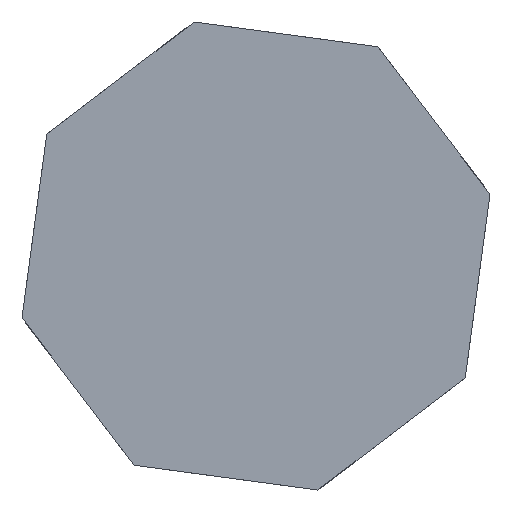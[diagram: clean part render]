
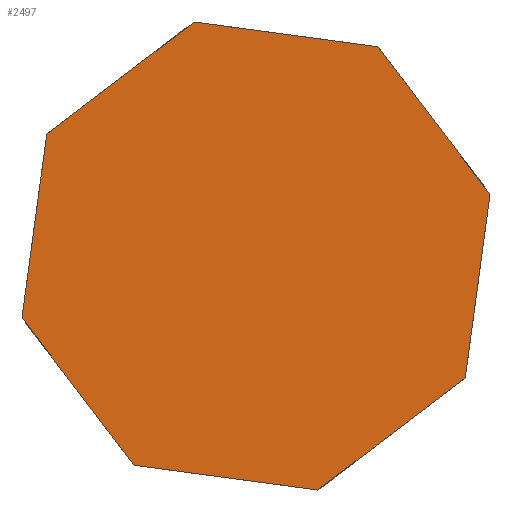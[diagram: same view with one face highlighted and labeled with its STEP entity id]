
A CAD part, front view. The second image highlights one B-rep face of the part: STEP entity #2497.
In plain terms, the highlighted planar face has unit normal (0, -1, 0).
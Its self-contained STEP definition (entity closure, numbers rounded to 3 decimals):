
#47 = AXIS2_PLACEMENT_3D ( 'NONE', #5450, #3292, #1635 ) ;
#166 = EDGE_CURVE ( 'NONE', #3085, #2749, #1097, .T. ) ;
#259 = CARTESIAN_POINT ( 'NONE',  ( -261.596, 0., -69.215 ) ) ;
#280 = CARTESIAN_POINT ( 'NONE',  ( -233.919, 0., 136.034 ) ) ;
#281 = ORIENTED_EDGE ( 'NONE', *, *, #2806, .F. ) ;
#283 = DIRECTION ( 'NONE',  ( 0.134, 0., 0.991 ) ) ;
#335 = ORIENTED_EDGE ( 'NONE', *, *, #1451, .F. ) ;
#486 = EDGE_CURVE ( 'NONE', #3502, #1575, #2579, .T. ) ;
#545 = ORIENTED_EDGE ( 'NONE', *, *, #486, .F. ) ;
#556 = CARTESIAN_POINT ( 'NONE',  ( 136.034, 0., 233.919 ) ) ;
#725 = CARTESIAN_POINT ( 'NONE',  ( -233.919, 0., 136.034 ) ) ;
#756 = LINE ( 'NONE', #5401, #2515 ) ;
#765 = ORIENTED_EDGE ( 'NONE', *, *, #5260, .F. ) ;
#842 = DIRECTION ( 'NONE',  ( -0.134, 0., -0.991 ) ) ;
#1052 = ORIENTED_EDGE ( 'NONE', *, *, #166, .F. ) ;
#1092 = DIRECTION ( 'NONE',  ( 0.795, 0., 0.606 ) ) ;
#1097 = LINE ( 'NONE', #259, #1256 ) ;
#1222 = PLANE ( 'NONE',  #47 ) ;
#1256 = VECTOR ( 'NONE', #283, 1000. ) ;
#1330 = CARTESIAN_POINT ( 'NONE',  ( 69.215, 0., -261.596 ) ) ;
#1369 = CARTESIAN_POINT ( 'NONE',  ( -136.034, 0., -233.919 ) ) ;
#1447 = VECTOR ( 'NONE', #5454, 1000. ) ;
#1451 = EDGE_CURVE ( 'NONE', #3769, #3502, #756, .T. ) ;
#1470 = EDGE_CURVE ( 'NONE', #3481, #3769, #2452, .T. ) ;
#1575 = VERTEX_POINT ( 'NONE', #1369 ) ;
#1597 = ORIENTED_EDGE ( 'NONE', *, *, #1470, .F. ) ;
#1635 = DIRECTION ( 'NONE',  ( 0., 0., 1. ) ) ;
#1727 = CARTESIAN_POINT ( 'NONE',  ( 261.596, 0., 69.215 ) ) ;
#1752 = LINE ( 'NONE', #4343, #2098 ) ;
#1762 = DIRECTION ( 'NONE',  ( 0.606, 0., -0.795 ) ) ;
#2024 = CARTESIAN_POINT ( 'NONE',  ( 136.034, 0., 233.919 ) ) ;
#2027 = VERTEX_POINT ( 'NONE', #4259 ) ;
#2098 = VECTOR ( 'NONE', #3888, 1000. ) ;
#2270 = CARTESIAN_POINT ( 'NONE',  ( 261.596, 0., 69.215 ) ) ;
#2337 = ORIENTED_EDGE ( 'NONE', *, *, #2787, .F. ) ;
#2424 = LINE ( 'NONE', #280, #4211 ) ;
#2452 = LINE ( 'NONE', #1727, #4190 ) ;
#2497 = ADVANCED_FACE ( 'NONE', ( #4974 ), #1222, .F. ) ;
#2515 = VECTOR ( 'NONE', #2543, 1000. ) ;
#2543 = DIRECTION ( 'NONE',  ( -0.795, 0., -0.606 ) ) ;
#2579 = LINE ( 'NONE', #1330, #1447 ) ;
#2647 = LINE ( 'NONE', #556, #4347 ) ;
#2749 = VERTEX_POINT ( 'NONE', #725 ) ;
#2787 = EDGE_CURVE ( 'NONE', #2749, #2027, #2424, .T. ) ;
#2806 = EDGE_CURVE ( 'NONE', #1575, #3085, #4854, .T. ) ;
#3066 = CARTESIAN_POINT ( 'NONE',  ( -261.596, 0., -69.215 ) ) ;
#3085 = VERTEX_POINT ( 'NONE', #3066 ) ;
#3108 = EDGE_CURVE ( 'NONE', #3639, #3481, #2647, .T. ) ;
#3292 = DIRECTION ( 'NONE',  ( 0., 1., 0. ) ) ;
#3481 = VERTEX_POINT ( 'NONE', #2270 ) ;
#3502 = VERTEX_POINT ( 'NONE', #3970 ) ;
#3639 = VERTEX_POINT ( 'NONE', #2024 ) ;
#3769 = VERTEX_POINT ( 'NONE', #4289 ) ;
#3888 = DIRECTION ( 'NONE',  ( 0.991, 0., -0.134 ) ) ;
#3970 = CARTESIAN_POINT ( 'NONE',  ( 69.215, 0., -261.596 ) ) ;
#4190 = VECTOR ( 'NONE', #842, 1000. ) ;
#4211 = VECTOR ( 'NONE', #1092, 1000. ) ;
#4259 = CARTESIAN_POINT ( 'NONE',  ( -69.215, 0., 261.596 ) ) ;
#4289 = CARTESIAN_POINT ( 'NONE',  ( 233.919, 0., -136.034 ) ) ;
#4343 = CARTESIAN_POINT ( 'NONE',  ( -69.215, 0., 261.596 ) ) ;
#4347 = VECTOR ( 'NONE', #1762, 1000. ) ;
#4386 = ORIENTED_EDGE ( 'NONE', *, *, #3108, .F. ) ;
#4854 = LINE ( 'NONE', #4945, #4912 ) ;
#4876 = DIRECTION ( 'NONE',  ( -0.606, 0., 0.795 ) ) ;
#4912 = VECTOR ( 'NONE', #4876, 1000. ) ;
#4945 = CARTESIAN_POINT ( 'NONE',  ( -136.034, 0., -233.919 ) ) ;
#4974 = FACE_OUTER_BOUND ( 'NONE', #5480, .T. ) ;
#5260 = EDGE_CURVE ( 'NONE', #2027, #3639, #1752, .T. ) ;
#5401 = CARTESIAN_POINT ( 'NONE',  ( 233.919, 0., -136.034 ) ) ;
#5450 = CARTESIAN_POINT ( 'NONE',  ( 0., 0., 0. ) ) ;
#5454 = DIRECTION ( 'NONE',  ( -0.991, 0., 0.134 ) ) ;
#5480 = EDGE_LOOP ( 'NONE', ( #765, #2337, #1052, #281, #545, #335, #1597, #4386 ) ) ;
